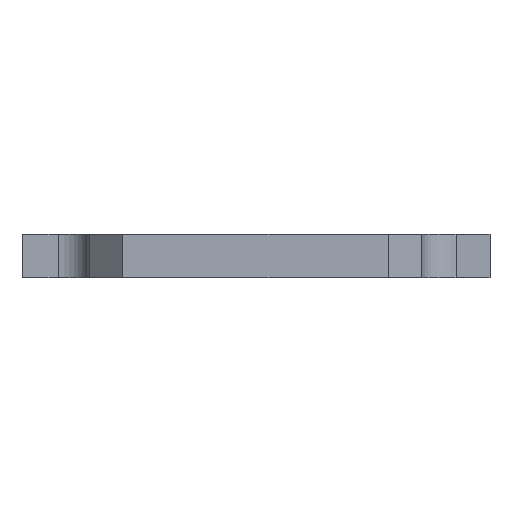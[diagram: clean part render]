
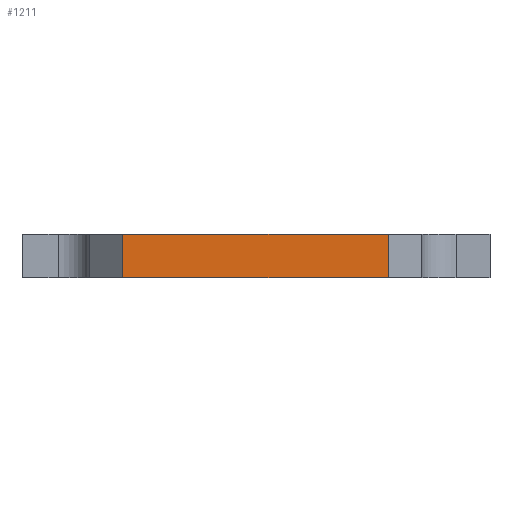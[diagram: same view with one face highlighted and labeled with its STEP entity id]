
A CAD part, left-side view. The second image highlights one B-rep face of the part: STEP entity #1211.
In plain terms, the highlighted planar face has unit normal (-1, 0, 0).
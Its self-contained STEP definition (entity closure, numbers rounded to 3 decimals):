
#32 = EDGE_CURVE('',#33,#35,#37,.T.);
#33 = VERTEX_POINT('',#34);
#34 = CARTESIAN_POINT('',(-8.001,2.543,0.));
#35 = VERTEX_POINT('',#36);
#36 = CARTESIAN_POINT('',(-8.001,2.543,1.637));
#37 = SURFACE_CURVE('',#38,(#42,#54),.PCURVE_S1.);
#38 = LINE('',#39,#40);
#39 = CARTESIAN_POINT('',(-8.001,2.543,0.));
#40 = VECTOR('',#41,1.);
#41 = DIRECTION('',(0.,0.,1.));
#42 = PCURVE('',#43,#48);
#43 = PLANE('',#44);
#44 = AXIS2_PLACEMENT_3D('',#45,#46,#47);
#45 = CARTESIAN_POINT('',(-8.001,2.543,0.));
#46 = DIRECTION('',(0.707,0.707,0.));
#47 = DIRECTION('',(0.707,-0.707,0.));
#48 = DEFINITIONAL_REPRESENTATION('',(#49),#53);
#49 = LINE('',#50,#51);
#50 = CARTESIAN_POINT('',(0.,0.));
#51 = VECTOR('',#52,1.);
#52 = DIRECTION('',(0.,-1.));
#53 = ( GEOMETRIC_REPRESENTATION_CONTEXT(2) 
PARAMETRIC_REPRESENTATION_CONTEXT() REPRESENTATION_CONTEXT('2D SPACE',''
  ) );
#54 = PCURVE('',#55,#60);
#55 = PLANE('',#56);
#56 = AXIS2_PLACEMENT_3D('',#57,#58,#59);
#57 = CARTESIAN_POINT('',(-8.001,12.469,0.));
#58 = DIRECTION('',(1.,0.,0.));
#59 = DIRECTION('',(0.,-1.,0.));
#60 = DEFINITIONAL_REPRESENTATION('',(#61),#65);
#61 = LINE('',#62,#63);
#62 = CARTESIAN_POINT('',(9.926,0.));
#63 = VECTOR('',#64,1.);
#64 = DIRECTION('',(0.,-1.));
#65 = ( GEOMETRIC_REPRESENTATION_CONTEXT(2) 
PARAMETRIC_REPRESENTATION_CONTEXT() REPRESENTATION_CONTEXT('2D SPACE',''
  ) );
#83 = PLANE('',#84);
#84 = AXIS2_PLACEMENT_3D('',#85,#86,#87);
#85 = CARTESIAN_POINT('',(-8.001,2.543,1.637));
#86 = DIRECTION('',(0.,0.,-1.));
#87 = DIRECTION('',(-1.,0.,0.));
#137 = PLANE('',#138);
#138 = AXIS2_PLACEMENT_3D('',#139,#140,#141);
#139 = CARTESIAN_POINT('',(-8.001,2.543,0.));
#140 = DIRECTION('',(0.,0.,-1.));
#141 = DIRECTION('',(-1.,0.,0.));
#1108 = PLANE('',#1109);
#1109 = AXIS2_PLACEMENT_3D('',#1110,#1111,#1112);
#1110 = CARTESIAN_POINT('',(-6.735,13.735,0.));
#1111 = DIRECTION('',(0.707,-0.707,0.));
#1112 = DIRECTION('',(-0.707,-0.707,0.));
#1146 = VERTEX_POINT('',#1147);
#1147 = CARTESIAN_POINT('',(-8.001,12.469,1.637));
#1168 = EDGE_CURVE('',#1169,#1146,#1171,.T.);
#1169 = VERTEX_POINT('',#1170);
#1170 = CARTESIAN_POINT('',(-8.001,12.469,0.));
#1171 = SURFACE_CURVE('',#1172,(#1176,#1183),.PCURVE_S1.);
#1172 = LINE('',#1173,#1174);
#1173 = CARTESIAN_POINT('',(-8.001,12.469,0.));
#1174 = VECTOR('',#1175,1.);
#1175 = DIRECTION('',(0.,0.,1.));
#1176 = PCURVE('',#1108,#1177);
#1177 = DEFINITIONAL_REPRESENTATION('',(#1178),#1182);
#1178 = LINE('',#1179,#1180);
#1179 = CARTESIAN_POINT('',(1.79,0.));
#1180 = VECTOR('',#1181,1.);
#1181 = DIRECTION('',(0.,-1.));
#1182 = ( GEOMETRIC_REPRESENTATION_CONTEXT(2) 
PARAMETRIC_REPRESENTATION_CONTEXT() REPRESENTATION_CONTEXT('2D SPACE',''
  ) );
#1183 = PCURVE('',#55,#1184);
#1184 = DEFINITIONAL_REPRESENTATION('',(#1185),#1189);
#1185 = LINE('',#1186,#1187);
#1186 = CARTESIAN_POINT('',(0.,0.));
#1187 = VECTOR('',#1188,1.);
#1188 = DIRECTION('',(0.,-1.));
#1189 = ( GEOMETRIC_REPRESENTATION_CONTEXT(2) 
PARAMETRIC_REPRESENTATION_CONTEXT() REPRESENTATION_CONTEXT('2D SPACE',''
  ) );
#1211 = ADVANCED_FACE('',(#1212),#55,.F.);
#1212 = FACE_BOUND('',#1213,.F.);
#1213 = EDGE_LOOP('',(#1214,#1215,#1236,#1237));
#1214 = ORIENTED_EDGE('',*,*,#1168,.T.);
#1215 = ORIENTED_EDGE('',*,*,#1216,.T.);
#1216 = EDGE_CURVE('',#1146,#35,#1217,.T.);
#1217 = SURFACE_CURVE('',#1218,(#1222,#1229),.PCURVE_S1.);
#1218 = LINE('',#1219,#1220);
#1219 = CARTESIAN_POINT('',(-8.001,12.469,1.637));
#1220 = VECTOR('',#1221,1.);
#1221 = DIRECTION('',(0.,-1.,0.));
#1222 = PCURVE('',#55,#1223);
#1223 = DEFINITIONAL_REPRESENTATION('',(#1224),#1228);
#1224 = LINE('',#1225,#1226);
#1225 = CARTESIAN_POINT('',(0.,-1.637));
#1226 = VECTOR('',#1227,1.);
#1227 = DIRECTION('',(1.,0.));
#1228 = ( GEOMETRIC_REPRESENTATION_CONTEXT(2) 
PARAMETRIC_REPRESENTATION_CONTEXT() REPRESENTATION_CONTEXT('2D SPACE',''
  ) );
#1229 = PCURVE('',#83,#1230);
#1230 = DEFINITIONAL_REPRESENTATION('',(#1231),#1235);
#1231 = LINE('',#1232,#1233);
#1232 = CARTESIAN_POINT('',(0.,9.926));
#1233 = VECTOR('',#1234,1.);
#1234 = DIRECTION('',(0.,-1.));
#1235 = ( GEOMETRIC_REPRESENTATION_CONTEXT(2) 
PARAMETRIC_REPRESENTATION_CONTEXT() REPRESENTATION_CONTEXT('2D SPACE',''
  ) );
#1236 = ORIENTED_EDGE('',*,*,#32,.F.);
#1237 = ORIENTED_EDGE('',*,*,#1238,.F.);
#1238 = EDGE_CURVE('',#1169,#33,#1239,.T.);
#1239 = SURFACE_CURVE('',#1240,(#1244,#1251),.PCURVE_S1.);
#1240 = LINE('',#1241,#1242);
#1241 = CARTESIAN_POINT('',(-8.001,12.469,0.));
#1242 = VECTOR('',#1243,1.);
#1243 = DIRECTION('',(0.,-1.,0.));
#1244 = PCURVE('',#55,#1245);
#1245 = DEFINITIONAL_REPRESENTATION('',(#1246),#1250);
#1246 = LINE('',#1247,#1248);
#1247 = CARTESIAN_POINT('',(0.,0.));
#1248 = VECTOR('',#1249,1.);
#1249 = DIRECTION('',(1.,0.));
#1250 = ( GEOMETRIC_REPRESENTATION_CONTEXT(2) 
PARAMETRIC_REPRESENTATION_CONTEXT() REPRESENTATION_CONTEXT('2D SPACE',''
  ) );
#1251 = PCURVE('',#137,#1252);
#1252 = DEFINITIONAL_REPRESENTATION('',(#1253),#1257);
#1253 = LINE('',#1254,#1255);
#1254 = CARTESIAN_POINT('',(0.,9.926));
#1255 = VECTOR('',#1256,1.);
#1256 = DIRECTION('',(0.,-1.));
#1257 = ( GEOMETRIC_REPRESENTATION_CONTEXT(2) 
PARAMETRIC_REPRESENTATION_CONTEXT() REPRESENTATION_CONTEXT('2D SPACE',''
  ) );
